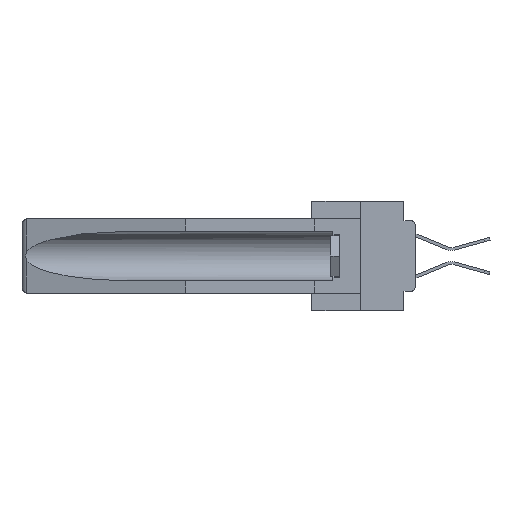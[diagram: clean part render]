
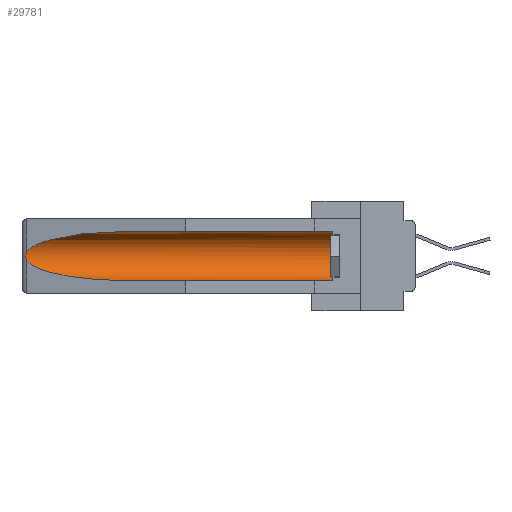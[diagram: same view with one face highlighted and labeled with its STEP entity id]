
A CAD part, left-side view. The second image highlights one B-rep face of the part: STEP entity #29781.
In plain terms, the highlighted cylindrical face has radius 2.857 mm (diameter 5.715 mm), a partial arc.
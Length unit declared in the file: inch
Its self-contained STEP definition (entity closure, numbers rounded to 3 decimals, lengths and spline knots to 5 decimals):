
#281 = B_SPLINE_CURVE_WITH_KNOTS ( 'NONE', 3,
 ( #27923, #24954, #19025, #15867, #16069, #15475, #13061, #37027, #9883, #30719 ),
 .UNSPECIFIED., .F., .F.,
 ( 4, 2, 2, 2, 4 ),
 ( 0., 0.00029, 0.00058, 0.00087, 0.00117 ),
 .UNSPECIFIED. ) ;
#1035 = EDGE_CURVE ( 'NONE', #33479, #36513, #10812, .T. ) ;
#1141 = CARTESIAN_POINT ( 'NONE',  ( 0.155, -0.30754, -0.1715 ) ) ;
#2606 = VERTEX_POINT ( 'NONE', #6974 ) ;
#3153 = EDGE_CURVE ( 'NONE', #9964, #4397, #5504, .T. ) ;
#3393 = CARTESIAN_POINT ( 'NONE',  ( 0.155, 0.126, -0.284 ) ) ;
#4292 = CYLINDRICAL_SURFACE ( 'NONE', #36784, 0.1125 ) ;
#4397 = VERTEX_POINT ( 'NONE', #10298 ) ;
#4418 = ORIENTED_EDGE ( 'NONE', *, *, #20458, .T. ) ;
#5504 = LINE ( 'NONE', #8284, #25875 ) ;
#5766 = CARTESIAN_POINT ( 'NONE',  ( 0.155, 0.126, -0.1715 ) ) ;
#6822 = AXIS2_PLACEMENT_3D ( 'NONE', #5766, #9520, #30556 ) ;
#6974 = CARTESIAN_POINT ( 'NONE',  ( 0.155, 0.126, -0.059 ) ) ;
#7689 = CARTESIAN_POINT ( 'NONE',  ( 0.155, 1.07973, -0.284 ) ) ;
#8284 = CARTESIAN_POINT ( 'NONE',  ( 0.155, -0.30754, -0.284 ) ) ;
#8785 = CARTESIAN_POINT ( 'NONE',  ( 0.26537, 1.52718, -0.19328 ) ) ;
#9520 = DIRECTION ( 'NONE',  ( 0., -1., 0. ) ) ;
#9883 = CARTESIAN_POINT ( 'NONE',  ( 0.26597, 1.5296, -0.19026 ) ) ;
#9964 = VERTEX_POINT ( 'NONE', #3393 ) ;
#10298 = CARTESIAN_POINT ( 'NONE',  ( 0.155, 1.07973, -0.284 ) ) ;
#10509 = ORIENTED_EDGE ( 'NONE', *, *, #30834, .T. ) ;
#10812 =( BOUNDED_CURVE ( )  B_SPLINE_CURVE ( 3, ( #31253, #30666, #12623, #16200 ),
 .UNSPECIFIED., .F., .T. ) 
 B_SPLINE_CURVE_WITH_KNOTS ( ( 4, 4 ),
 ( 4.71239, 6.08839 ),
 .UNSPECIFIED. ) 
 CURVE ( )  GEOMETRIC_REPRESENTATION_ITEM ( )  RATIONAL_B_SPLINE_CURVE ( ( 1., 0.848, 0.848, 1. ) ) 
 REPRESENTATION_ITEM ( '' )  );
#12623 = CARTESIAN_POINT ( 'NONE',  ( 0.25451, 1.48313, -0.09465 ) ) ;
#13061 = CARTESIAN_POINT ( 'NONE',  ( 0.2673, 1.53269, -0.17917 ) ) ;
#14265 = LINE ( 'NONE', #38431, #31470 ) ;
#15475 = CARTESIAN_POINT ( 'NONE',  ( 0.2675, 1.53308, -0.17534 ) ) ;
#15867 = CARTESIAN_POINT ( 'NONE',  ( 0.2673, 1.5327, -0.16383 ) ) ;
#16069 = CARTESIAN_POINT ( 'NONE',  ( 0.2675, 1.53308, -0.16763 ) ) ;
#16097 = ORIENTED_EDGE ( 'NONE', *, *, #36143, .T. ) ;
#16200 = CARTESIAN_POINT ( 'NONE',  ( 0.26537, 1.52718, -0.14972 ) ) ;
#16813 = ORIENTED_EDGE ( 'NONE', *, *, #1035, .T. ) ;
#17598 = CARTESIAN_POINT ( 'NONE',  ( 0.26537, 1.52718, -0.14972 ) ) ;
#18868 = CIRCLE ( 'NONE', #6822, 0.1125 ) ;
#19025 = CARTESIAN_POINT ( 'NONE',  ( 0.26654, 1.53092, -0.15636 ) ) ;
#20070 = VERTEX_POINT ( 'NONE', #8785 ) ;
#20458 = EDGE_CURVE ( 'NONE', #9964, #2606, #18868, .T. ) ;
#20582 = DIRECTION ( 'NONE',  ( 0., 1., 0. ) ) ;
#22365 = DIRECTION ( 'NONE',  ( 0., 1., 0. ) ) ;
#24954 = CARTESIAN_POINT ( 'NONE',  ( 0.26597, 1.52961, -0.15275 ) ) ;
#25875 = VECTOR ( 'NONE', #20582, 39.37008 ) ;
#26540 = DIRECTION ( 'NONE',  ( 0., 1., 0. ) ) ;
#27794 = EDGE_LOOP ( 'NONE', ( #16813, #10509, #28941, #30171, #4418, #16097 ) ) ;
#27923 = CARTESIAN_POINT ( 'NONE',  ( 0.26537, 1.52718, -0.14972 ) ) ;
#28313 = FACE_OUTER_BOUND ( 'NONE', #27794, .T. ) ;
#28516 = DIRECTION ( 'NONE',  ( 0., 0., 1. ) ) ;
#28941 = ORIENTED_EDGE ( 'NONE', *, *, #30997, .T. ) ;
#29781 = ADVANCED_FACE ( 'NONE', ( #28313 ), #4292, .F. ) ;
#30171 = ORIENTED_EDGE ( 'NONE', *, *, #3153, .F. ) ;
#30556 = DIRECTION ( 'NONE',  ( 0., 0., 1. ) ) ;
#30666 = CARTESIAN_POINT ( 'NONE',  ( 0.21114, 1.30732, -0.059 ) ) ;
#30719 = CARTESIAN_POINT ( 'NONE',  ( 0.26537, 1.52718, -0.19328 ) ) ;
#30834 = EDGE_CURVE ( 'NONE', #36513, #20070, #281, .T. ) ;
#30997 = EDGE_CURVE ( 'NONE', #20070, #4397, #33848, .T. ) ;
#31253 = CARTESIAN_POINT ( 'NONE',  ( 0.155, 1.07973, -0.059 ) ) ;
#31470 = VECTOR ( 'NONE', #26540, 39.37008 ) ;
#33479 = VERTEX_POINT ( 'NONE', #35881 ) ;
#33848 =( BOUNDED_CURVE ( )  B_SPLINE_CURVE ( 3, ( #37817, #37620, #34846, #7689 ),
 .UNSPECIFIED., .F., .T. ) 
 B_SPLINE_CURVE_WITH_KNOTS ( ( 4, 4 ),
 ( 0.1948, 1.5708 ),
 .UNSPECIFIED. ) 
 CURVE ( )  GEOMETRIC_REPRESENTATION_ITEM ( )  RATIONAL_B_SPLINE_CURVE ( ( 1., 0.848, 0.848, 1. ) ) 
 REPRESENTATION_ITEM ( '' )  );
#34846 = CARTESIAN_POINT ( 'NONE',  ( 0.21114, 1.30732, -0.284 ) ) ;
#35881 = CARTESIAN_POINT ( 'NONE',  ( 0.155, 1.07973, -0.059 ) ) ;
#36143 = EDGE_CURVE ( 'NONE', #2606, #33479, #14265, .T. ) ;
#36513 = VERTEX_POINT ( 'NONE', #17598 ) ;
#36784 = AXIS2_PLACEMENT_3D ( 'NONE', #1141, #22365, #28516 ) ;
#37027 = CARTESIAN_POINT ( 'NONE',  ( 0.26655, 1.53094, -0.18657 ) ) ;
#37620 = CARTESIAN_POINT ( 'NONE',  ( 0.25451, 1.48313, -0.24835 ) ) ;
#37817 = CARTESIAN_POINT ( 'NONE',  ( 0.26537, 1.52718, -0.19328 ) ) ;
#38431 = CARTESIAN_POINT ( 'NONE',  ( 0.155, -0.30754, -0.059 ) ) ;
